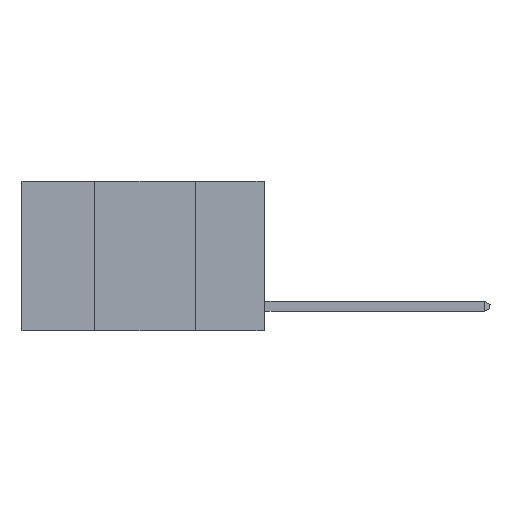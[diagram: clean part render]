
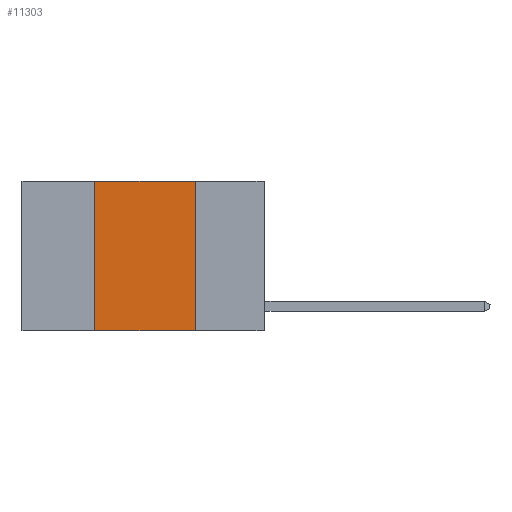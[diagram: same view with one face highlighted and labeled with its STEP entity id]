
A CAD part, left-side view. The second image highlights one B-rep face of the part: STEP entity #11303.
In plain terms, the highlighted planar face has unit normal (-1, 0, 0).
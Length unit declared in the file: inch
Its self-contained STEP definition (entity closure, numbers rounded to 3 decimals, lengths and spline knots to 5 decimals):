
#2280 = EDGE_LOOP ( 'NONE', ( #9524, #17520, #17823, #26570 ) ) ;
#4497 = LINE ( 'NONE', #26520, #18710 ) ;
#6002 = FACE_OUTER_BOUND ( 'NONE', #2280, .T. ) ;
#6113 = CARTESIAN_POINT ( 'NONE',  ( 0., 0.17, -0.37 ) ) ;
#8246 = VERTEX_POINT ( 'NONE', #27093 ) ;
#9254 = VECTOR ( 'NONE', #20750, 39.37008 ) ;
#9524 = ORIENTED_EDGE ( 'NONE', *, *, #26658, .F. ) ;
#9918 = LINE ( 'NONE', #17650, #22231 ) ;
#10084 = DIRECTION ( 'NONE',  ( 0., 0., 1. ) ) ;
#10116 = EDGE_CURVE ( 'NONE', #17560, #8246, #9918, .T. ) ;
#11099 = CARTESIAN_POINT ( 'NONE',  ( 0., 0.17, 0. ) ) ;
#11303 = ADVANCED_FACE ( 'NONE', ( #6002 ), #15672, .F. ) ;
#13691 = AXIS2_PLACEMENT_3D ( 'NONE', #28475, #23428, #31016 ) ;
#14570 = VERTEX_POINT ( 'NONE', #20524 ) ;
#15672 = PLANE ( 'NONE',  #13691 ) ;
#17520 = ORIENTED_EDGE ( 'NONE', *, *, #10116, .F. ) ;
#17560 = VERTEX_POINT ( 'NONE', #22776 ) ;
#17650 = CARTESIAN_POINT ( 'NONE',  ( 0., 0.6, 0. ) ) ;
#17823 = ORIENTED_EDGE ( 'NONE', *, *, #21804, .F. ) ;
#18220 = LINE ( 'NONE', #11099, #9254 ) ;
#18710 = VECTOR ( 'NONE', #26368, 39.37008 ) ;
#20196 = CARTESIAN_POINT ( 'NONE',  ( 0., 0.42, 0. ) ) ;
#20524 = CARTESIAN_POINT ( 'NONE',  ( 0., 0.42, -0.37 ) ) ;
#20750 = DIRECTION ( 'NONE',  ( 0., 0., -1. ) ) ;
#21804 = EDGE_CURVE ( 'NONE', #14570, #17560, #30015, .T. ) ;
#22165 = EDGE_CURVE ( 'NONE', #14570, #28997, #4497, .T. ) ;
#22231 = VECTOR ( 'NONE', #27315, 39.37008 ) ;
#22776 = CARTESIAN_POINT ( 'NONE',  ( 0., 0.42, 0. ) ) ;
#23428 = DIRECTION ( 'NONE',  ( 1., 0., 0. ) ) ;
#25258 = VECTOR ( 'NONE', #10084, 39.37008 ) ;
#26368 = DIRECTION ( 'NONE',  ( 0., -1., 0. ) ) ;
#26520 = CARTESIAN_POINT ( 'NONE',  ( 0., 0.6, -0.37 ) ) ;
#26570 = ORIENTED_EDGE ( 'NONE', *, *, #22165, .T. ) ;
#26658 = EDGE_CURVE ( 'NONE', #8246, #28997, #18220, .T. ) ;
#27093 = CARTESIAN_POINT ( 'NONE',  ( 0., 0.17, 0. ) ) ;
#27315 = DIRECTION ( 'NONE',  ( 0., -1., 0. ) ) ;
#28475 = CARTESIAN_POINT ( 'NONE',  ( 0., 0.6, 0. ) ) ;
#28997 = VERTEX_POINT ( 'NONE', #6113 ) ;
#30015 = LINE ( 'NONE', #20196, #25258 ) ;
#31016 = DIRECTION ( 'NONE',  ( 0., 0., -1. ) ) ;
